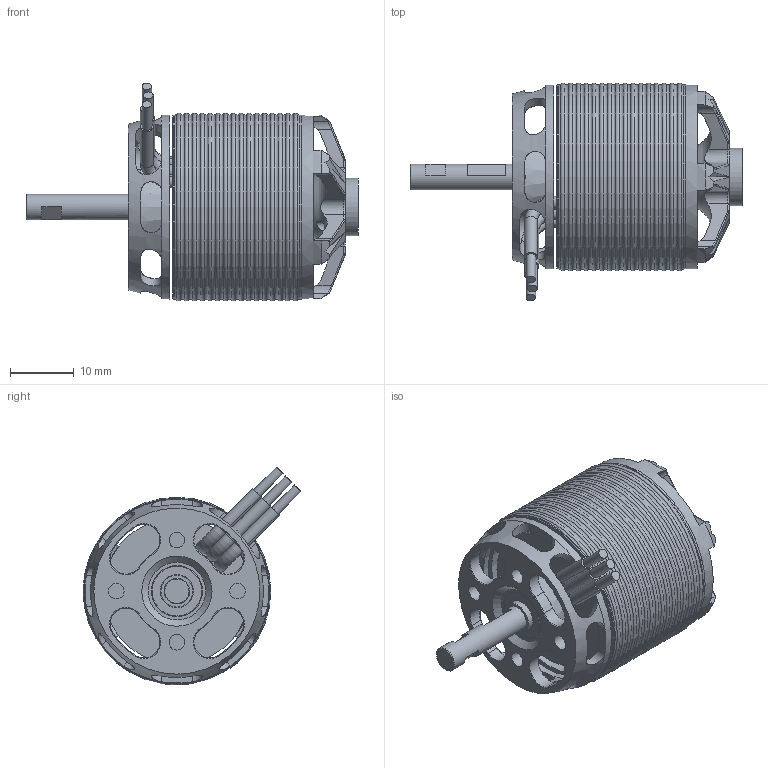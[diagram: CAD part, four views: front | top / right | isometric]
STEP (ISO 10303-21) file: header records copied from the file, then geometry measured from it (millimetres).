
FILE_DESCRIPTION(/* description */ (''),/* implementation_level */ '2;1');
FILE_NAME(/* name */ 'AS2317 3-4S Long Shaft 3D Trainer Airplane Brushless Motor.stp',/* time_stamp */ '2024-05-14T13:55:36-03:00',/* author */ ('daniel'),/* organization */ (''),/* preprocessor_version */ 'ST-DEVELOPER v19',/* originating_system */ 'Autodesk Inventor 2023',/* authorisation */ '');
FILE_SCHEMA (('AUTOMOTIVE_DESIGN { 1 0 10303 214 3 1 1 }'));
Length unit declared in the file: millimetre
Products named in the file (1): AS2317 3-4S Long Shaft 3D Trainer Airplane Brushless Motor
Bounding box: 52 x 34.12 x 34.14 mm (x, y, z)
Volume: 14839.4 mm3; surface area: 9987.4 mm2
Topology: 2 solids, 2 shells, 330 faces, 901 edges, 553 vertices
Faces by surface type: plane 92, cylinder 89, torus 64, cone 53, bspline 24, sphere 8
Full cylindrical faces by diameter (mm): 1.5 x3, 1.567 x3, 2.459 x4, 4 x1, 5 x1, 9 x2, 23 x1, 25.354 x1, 25.8 x1, 28.8 x2, 28.82 x2
Entity records: 12700 total; most frequent: CARTESIAN_POINT 4100, ORIENTED_EDGE 1802, DIRECTION 1709, EDGE_CURVE 901, AXIS2_PLACEMENT_3D 742, VERTEX_POINT 553, CIRCLE 423, EDGE_LOOP 362
